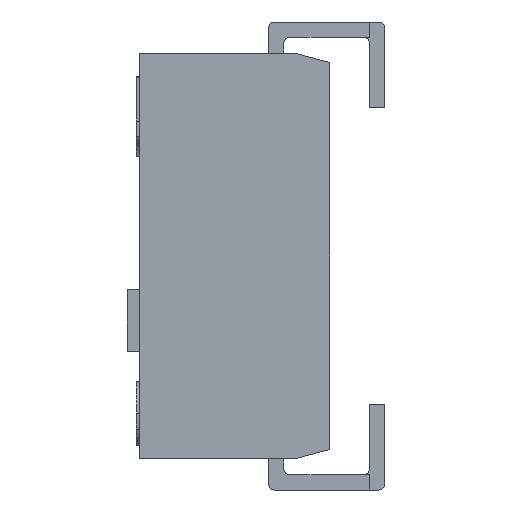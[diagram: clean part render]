
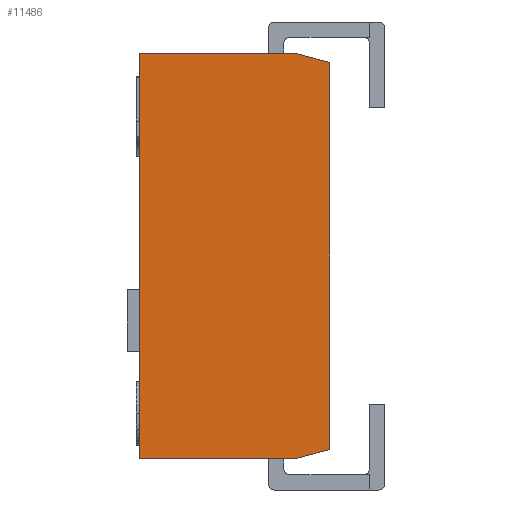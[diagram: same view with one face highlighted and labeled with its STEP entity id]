
A CAD part, left-side view. The second image highlights one B-rep face of the part: STEP entity #11486.
In plain terms, the highlighted planar face has unit normal (-1, 0, 0).
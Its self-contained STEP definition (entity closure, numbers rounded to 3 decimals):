
#605 = LINE ( 'NONE', #15473, #25473 ) ;
#894 = ORIENTED_EDGE ( 'NONE', *, *, #17208, .T. ) ;
#908 = CARTESIAN_POINT ( 'NONE',  ( 0., 0., -6.6 ) ) ;
#1006 = DIRECTION ( 'NONE',  ( 0., -0.966, 0.259 ) ) ;
#1953 = LINE ( 'NONE', #10190, #26446 ) ;
#1955 = EDGE_CURVE ( 'NONE', #19346, #16083, #13825, .T. ) ;
#2713 = ORIENTED_EDGE ( 'NONE', *, *, #1955, .T. ) ;
#2836 = AXIS2_PLACEMENT_3D ( 'NONE', #908, #26392, #23428 ) ;
#3643 = EDGE_CURVE ( 'NONE', #17399, #16083, #6103, .T. ) ;
#3687 = VERTEX_POINT ( 'NONE', #23356 ) ;
#4487 = CARTESIAN_POINT ( 'NONE',  ( 0., 0., 0. ) ) ;
#4823 = CARTESIAN_POINT ( 'NONE',  ( 0., 0.56, -6.6 ) ) ;
#5036 = VERTEX_POINT ( 'NONE', #4823 ) ;
#6103 = LINE ( 'NONE', #4487, #17070 ) ;
#6225 = CARTESIAN_POINT ( 'NONE',  ( 0., 3.1, -6.6 ) ) ;
#6540 = CARTESIAN_POINT ( 'NONE',  ( 0., 0., -0.15 ) ) ;
#6690 = LINE ( 'NONE', #23552, #7385 ) ;
#7385 = VECTOR ( 'NONE', #15199, 1000. ) ;
#7471 = DIRECTION ( 'NONE',  ( 0., 0.966, 0.259 ) ) ;
#8345 = EDGE_CURVE ( 'NONE', #26361, #17399, #12577, .T. ) ;
#8367 = PLANE ( 'NONE',  #2836 ) ;
#9062 = ORIENTED_EDGE ( 'NONE', *, *, #3643, .F. ) ;
#10190 = CARTESIAN_POINT ( 'NONE',  ( 0., 0., -6.6 ) ) ;
#10378 = CARTESIAN_POINT ( 'NONE',  ( 0., 0.56, 0. ) ) ;
#10429 = CARTESIAN_POINT ( 'NONE',  ( 0., 3.1, -6.6 ) ) ;
#11486 = ADVANCED_FACE ( 'NONE', ( #18862 ), #8367, .T. ) ;
#11954 = EDGE_LOOP ( 'NONE', ( #18889, #894, #15746, #2713, #9062, #20952 ) ) ;
#12577 = LINE ( 'NONE', #10429, #22215 ) ;
#13825 = LINE ( 'NONE', #21499, #13866 ) ;
#13866 = VECTOR ( 'NONE', #7471, 1000. ) ;
#15199 = DIRECTION ( 'NONE',  ( 0., 0., 1. ) ) ;
#15473 = CARTESIAN_POINT ( 'NONE',  ( 0., 0.037, -6.46 ) ) ;
#15746 = ORIENTED_EDGE ( 'NONE', *, *, #16193, .T. ) ;
#16083 = VERTEX_POINT ( 'NONE', #10378 ) ;
#16193 = EDGE_CURVE ( 'NONE', #3687, #19346, #6690, .T. ) ;
#17070 = VECTOR ( 'NONE', #23232, 1000. ) ;
#17208 = EDGE_CURVE ( 'NONE', #5036, #3687, #605, .T. ) ;
#17399 = VERTEX_POINT ( 'NONE', #20874 ) ;
#18397 = DIRECTION ( 'NONE',  ( 0., -1., 0. ) ) ;
#18862 = FACE_OUTER_BOUND ( 'NONE', #11954, .T. ) ;
#18889 = ORIENTED_EDGE ( 'NONE', *, *, #22305, .T. ) ;
#19346 = VERTEX_POINT ( 'NONE', #6540 ) ;
#20513 = DIRECTION ( 'NONE',  ( 0., 0., 1. ) ) ;
#20874 = CARTESIAN_POINT ( 'NONE',  ( 0., 3.1, 0. ) ) ;
#20952 = ORIENTED_EDGE ( 'NONE', *, *, #8345, .F. ) ;
#21499 = CARTESIAN_POINT ( 'NONE',  ( 0., -1.613, -0.582 ) ) ;
#22215 = VECTOR ( 'NONE', #20513, 1000. ) ;
#22305 = EDGE_CURVE ( 'NONE', #26361, #5036, #1953, .T. ) ;
#23232 = DIRECTION ( 'NONE',  ( 0., -1., 0. ) ) ;
#23356 = CARTESIAN_POINT ( 'NONE',  ( 0., 0., -6.45 ) ) ;
#23428 = DIRECTION ( 'NONE',  ( 0., 0., 1. ) ) ;
#23552 = CARTESIAN_POINT ( 'NONE',  ( 0., 0., -6.6 ) ) ;
#25473 = VECTOR ( 'NONE', #1006, 1000. ) ;
#26361 = VERTEX_POINT ( 'NONE', #6225 ) ;
#26392 = DIRECTION ( 'NONE',  ( -1., 0., 0. ) ) ;
#26446 = VECTOR ( 'NONE', #18397, 1000. ) ;
